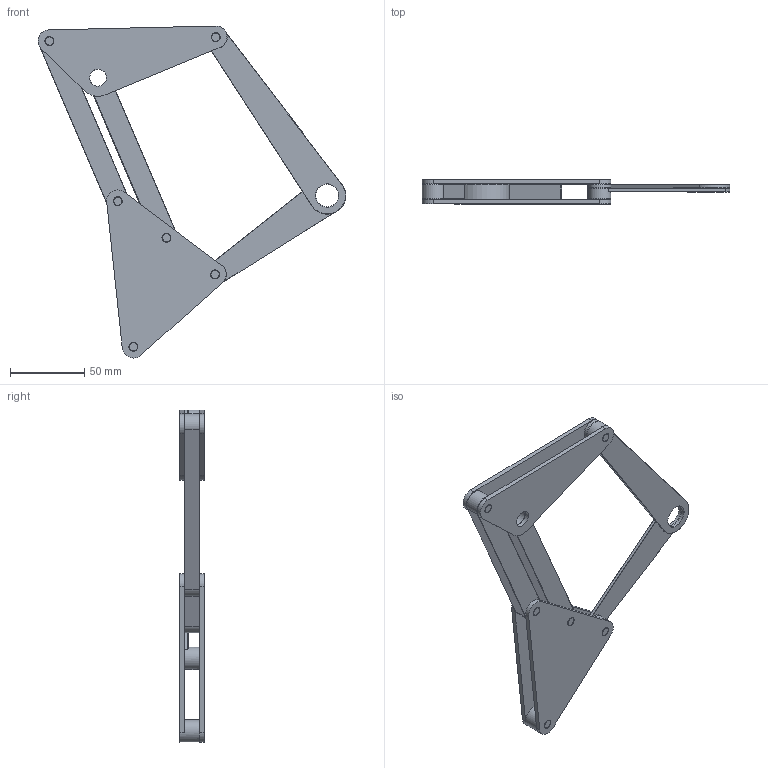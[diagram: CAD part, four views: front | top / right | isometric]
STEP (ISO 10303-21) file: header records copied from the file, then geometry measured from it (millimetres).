
FILE_DESCRIPTION(/* description */ (''),/* implementation_level */ '2;1');
FILE_NAME(/* name */ 'Leg v30.step',/* time_stamp */ '2024-10-26T06:54:10+02:00',/* author */ (''),/* organization */ (''),/* preprocessor_version */ 'ST-DEVELOPER v20',/* originating_system */ 'Autodesk Translation Framework v13.20.0.188',/* authorisation */ '');
FILE_SCHEMA (('AUTOMOTIVE_DESIGN { 1 0 10303 214 3 1 1 }'));
Length unit declared in the file: millimetre
Products named in the file (10): Leg; ABC; Component16; DEFG; Component17; AE; BD; CH; Component19; FH
Assembly tree (9 placements, depth 3):
  Leg
    ABC
      Component16
    DEFG
      Component17
    AE
    BD
    CH
      Component19
    FH
Bounding box: 206.63 x 16.4 x 223.12 mm (x, y, z)
Volume: 107127.5 mm3; surface area: 67464.2 mm2
Topology: 9 solids, 9 shells, 168 faces, 356 edges, 218 vertices
Faces by surface type: plane 71, cone 52, cylinder 45
Full cylindrical faces by diameter (mm): 6 x6, 8 x6, 8.25 x5, 11.25 x3, 15 x4, 15.25 x2
Entity records: 4848 total; most frequent: DIRECTION 884, CARTESIAN_POINT 769, ORIENTED_EDGE 712, EDGE_CURVE 356, AXIS2_PLACEMENT_3D 345, VERTEX_POINT 218, EDGE_LOOP 214, LINE 194
